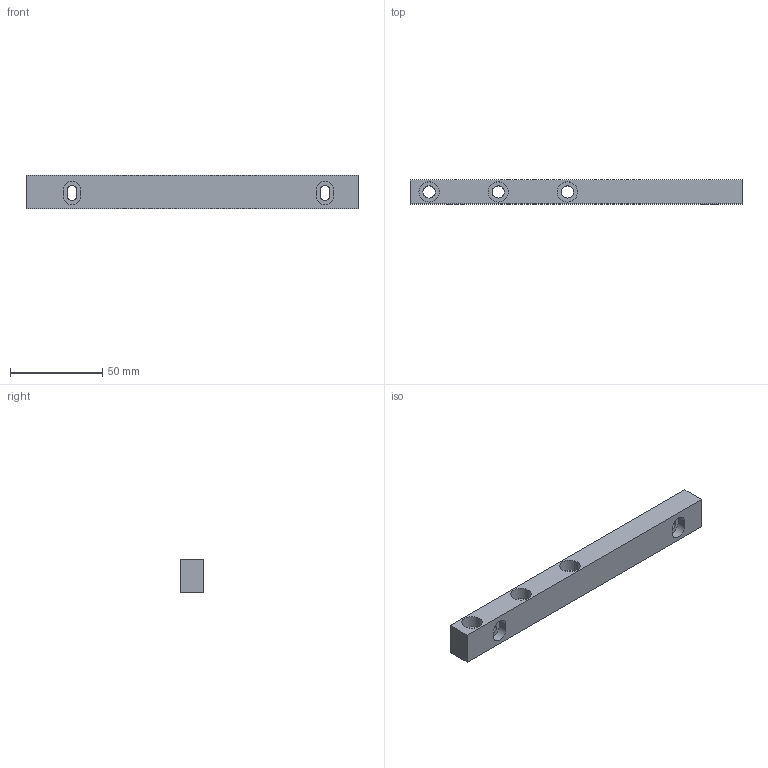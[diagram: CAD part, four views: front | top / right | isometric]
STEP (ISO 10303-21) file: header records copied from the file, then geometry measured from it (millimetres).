
FILE_DESCRIPTION(/* description */ (''),/* implementation_level */ '2;1');
FILE_NAME(/* name */ 'FAB-CAM001 - Filter Wheel Bracket.stp',/* time_stamp */ '2020-02-10T12:01:42+00:00',/* author */ ('whgu0532'),/* organization */ (''),/* preprocessor_version */ 'ST-DEVELOPER v18',/* originating_system */ 'Autodesk Inventor 2020',/* authorisation */ '');
FILE_SCHEMA (('AUTOMOTIVE_DESIGN { 1 0 10303 214 3 1 1 }'));
Length unit declared in the file: millimetre
Products named in the file (1): FAB-CAM001 - Filter Wheel Bracket
Bounding box: 180 x 13 x 18 mm (x, y, z)
Volume: 37430.6 mm3; surface area: 13396 mm2
Topology: 1 solids, 1 shells, 33 faces, 84 edges, 58 vertices
Faces by surface type: plane 19, cylinder 14
Full cylindrical faces by diameter (mm): 6.6 x3, 11 x3
Entity records: 1081 total; most frequent: DIRECTION 186, CARTESIAN_POINT 176, ORIENTED_EDGE 168, EDGE_CURVE 84, AXIS2_PLACEMENT_3D 68, VERTEX_POINT 58, LINE 50, VECTOR 50
